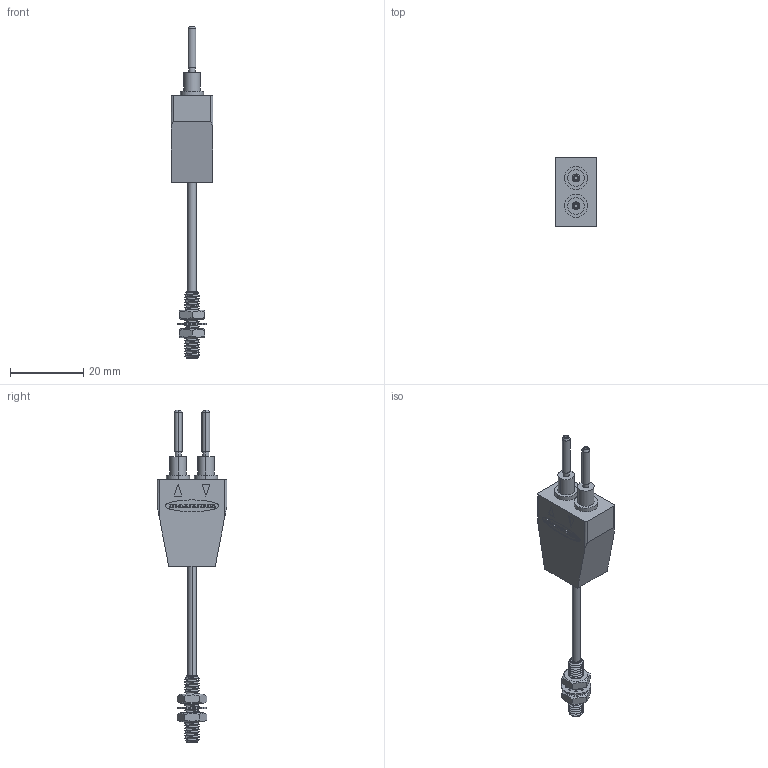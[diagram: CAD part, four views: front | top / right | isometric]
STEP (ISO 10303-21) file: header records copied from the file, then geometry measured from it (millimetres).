
FILE_DESCRIPTION((''),'2;1');
FILE_NAME('192766_ASM','2019-05-02T07:54:24',('pdmadmin'),('BANNER ENGINEERING'),'CREO PARAMETRIC BY PTC INC, 2018300','CREO PARAMETRIC BY PTC INC, 2018300','');
FILE_SCHEMA(('CONFIG_CONTROL_DESIGN'));
Length unit declared in the file: inch
Products named in the file (8): 39147; 38734; 40197; 39365; 40845; 40844; 39146_ASM; 192766_ASM
Assembly tree (9 placements, depth 3):
  192766_ASM
    39146_ASM
      39147
      38734
      40197
      39365  x2
      40845
      40844  x2
Bounding box: 11.43 x 19.05 x 90.67 mm (x, y, z)
Volume: 3947 mm3; surface area: 5143.2 mm2
Topology: 18 solids, 20 shells, 705 faces, 1890 edges, 1245 vertices
Faces by surface type: plane 351, cylinder 300, cone 34, bspline 16, torus 4
Entity records: 25621 total; most frequent: CARTESIAN_POINT 8636, ORIENTED_EDGE 3568, DIRECTION 3460, EDGE_CURVE 1786, VERTEX_POINT 1181, VECTOR 1156, LINE 1156, AXIS2_PLACEMENT_3D 1152
